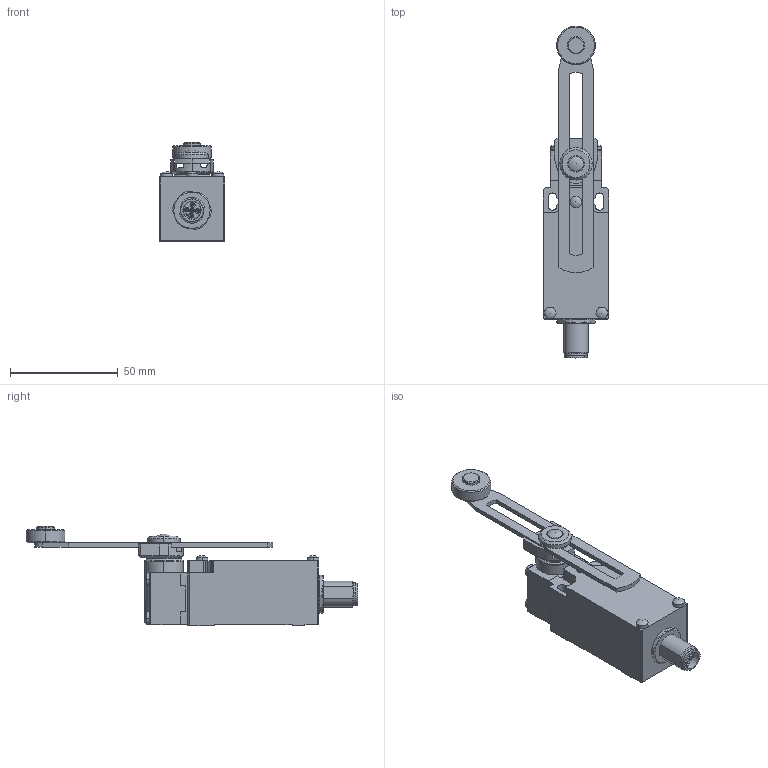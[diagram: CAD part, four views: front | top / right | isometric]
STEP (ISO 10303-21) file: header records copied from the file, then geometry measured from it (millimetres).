
FILE_DESCRIPTION (( 'STEP AP214' ), '1' );
FILE_NAME ('AAM7F53Z11.step', '2019-09-05T21:17:18', ( '' ), ( '' ), 'SwSTEP 2.0', 'SolidWorks 2018', '' );
FILE_SCHEMA (( 'AUTOMOTIVE_DESIGN' ));
Length unit declared in the file: inch
Products named in the file (1): AAM7F53Z11
Bounding box: 30.3 x 154.1 x 46 mm (x, y, z)
Volume: 73232.6 mm3; surface area: 22352.6 mm2
Topology: 6 solids, 6 shells, 388 faces, 964 edges, 617 vertices
Faces by surface type: plane 175, cylinder 153, cone 29, torus 19, sphere 12
Entity records: 16873 total; most frequent: CARTESIAN_POINT 2323, DIRECTION 2067, ORIENTED_EDGE 1912, EDGE_CURVE 956, AXIS2_PLACEMENT_3D 778, VERTEX_POINT 613, VECTOR 511, LINE 511
